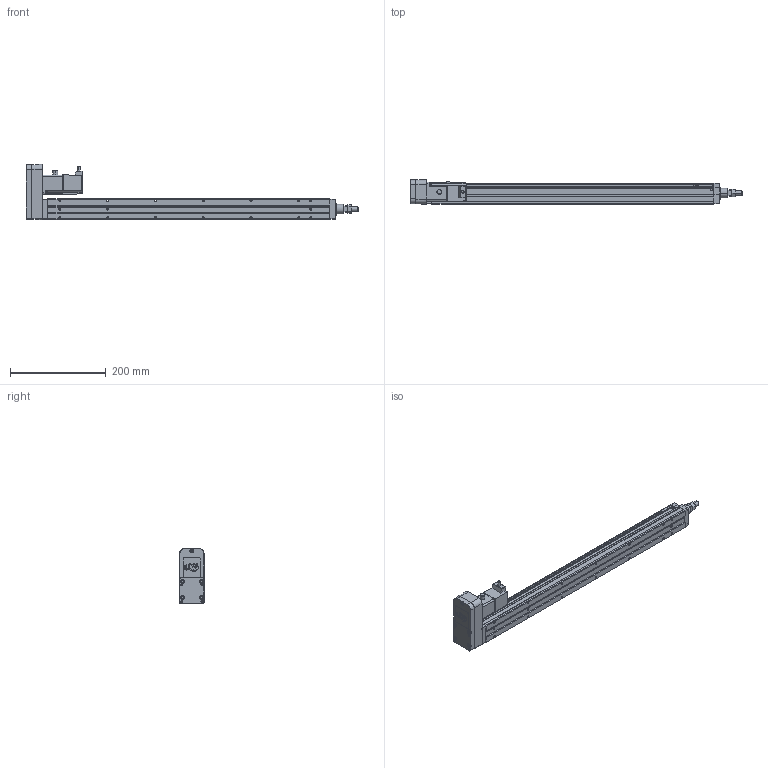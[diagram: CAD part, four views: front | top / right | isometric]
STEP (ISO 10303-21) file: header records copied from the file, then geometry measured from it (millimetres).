
FILE_DESCRIPTION (( 'STEP AP214' ), '1' );
FILE_NAME ('ETU04BL-10XLD-0450-XXXX.STEP', '2025-02-27T14:29:40', ( '' ), ( '' ), 'SwSTEP 2.0', 'SolidWorks 2022', '' );
FILE_SCHEMA (( 'AUTOMOTIVE_DESIGN' ));
Length unit declared in the file: millimetre
Products named in the file (10): ETU04-450MOTOR; ETU04-450BODY1; ETU04-450ROD; FANG STICKER; ETU04-450NUT; ETU04BL-10XLD-0450-XXXX; ETU04-450SENSOR; ETU04-450BODY3; ETU04-450BODY2; ETU04-450BODY0
Assembly tree (10 placements, depth 2):
  ETU04BL-10XLD-0450-XXXX
    ETU04-450BODY0
    ETU04-450BODY1
    ETU04-450BODY2
    ETU04-450BODY3
    ETU04-450MOTOR
    ETU04-450ROD
    ETU04-450NUT
    ETU04-450SENSOR  x2
    FANG STICKER
Bounding box: 695 x 51.5 x 115.5 mm (x, y, z)
Volume: 1196380.7 mm3; surface area: 256811.7 mm2
Topology: 10 solids, 10 shells, 896 faces, 2261 edges, 1452 vertices
Faces by surface type: plane 546, cylinder 224, cone 116, torus 10
Entity records: 26833 total; most frequent: CARTESIAN_POINT 4678, DIRECTION 4566, ORIENTED_EDGE 4446, EDGE_CURVE 2223, LINE 1590, VECTOR 1590, AXIS2_PLACEMENT_3D 1488, VERTEX_POINT 1432
